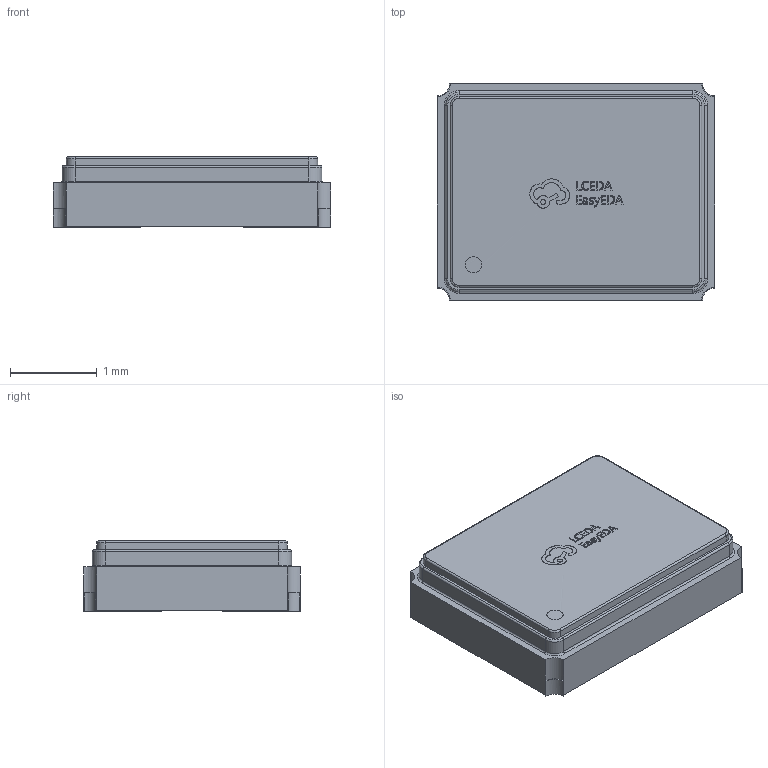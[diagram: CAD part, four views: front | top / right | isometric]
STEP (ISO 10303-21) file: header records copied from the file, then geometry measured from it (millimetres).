
FILE_DESCRIPTION (( 'STEP AP214' ), '1' );
FILE_NAME ('OSC-SMD_4P-L3.2-W2.5-BL.STEP', '2023-06-30T06:03:39', ( '' ), ( '' ), 'SwSTEP 2.0', 'SolidWorks 2019', '' );
FILE_SCHEMA (( 'AUTOMOTIVE_DESIGN' ));
Length unit declared in the file: millimetre
Products named in the file (4): OSC-SMD_4P-L3.2-W2.5-BL; X1; SOLID
Assembly tree (3 placements, depth 4):
  OSC-SMD_4P-L3.2-W2.5-BL
    X1
      OSC-SMD_4P-L3.2-W2.5-BL
        SOLID
Bounding box: 3.2 x 2.5 x 0.81 mm (x, y, z)
Volume: 6 mm3; surface area: 24.4 mm2
Topology: 1 solids, 1 shells, 371 faces, 985 edges, 645 vertices
Faces by surface type: plane 217, bspline 124, cylinder 30
Entity records: 17029 total; most frequent: CARTESIAN_POINT 4770, ORIENTED_EDGE 1970, DIRECTION 1132, EDGE_CURVE 985, VERTEX_POINT 645, LINE 542, VECTOR 542, B_SPLINE_CURVE_WITH_KNOTS 403
